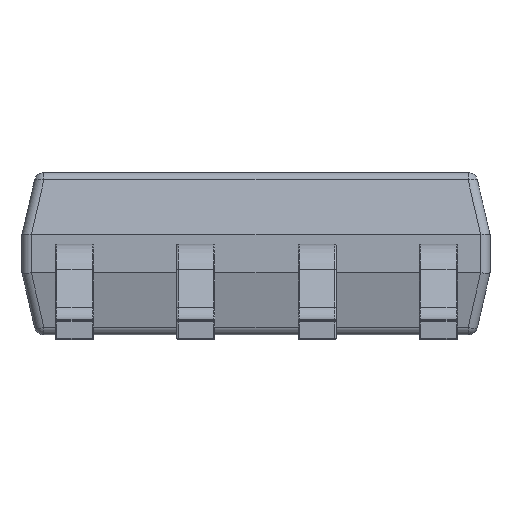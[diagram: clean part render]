
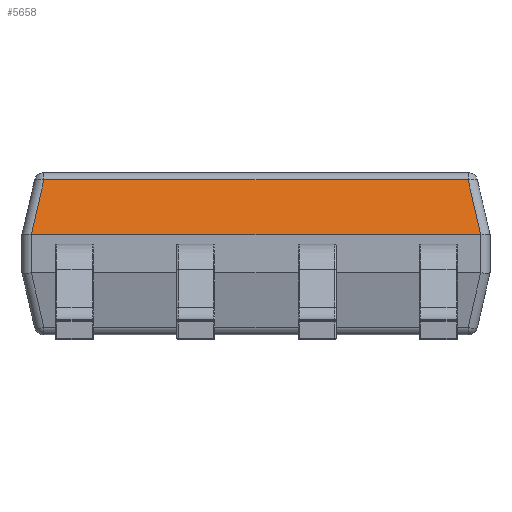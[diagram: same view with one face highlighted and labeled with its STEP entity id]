
A CAD part, front view. The second image highlights one B-rep face of the part: STEP entity #5658.
In plain terms, the highlighted planar face has unit normal (0, -0.974, 0.225).
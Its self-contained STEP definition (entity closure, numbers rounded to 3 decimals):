
#729 = CARTESIAN_POINT ( 'NONE',  ( 2.22, -1.818, 1.722 ) ) ;
#1341 = VECTOR ( 'NONE', #32098, 1000. ) ;
#1995 = CARTESIAN_POINT ( 'NONE',  ( -2.35, -1.95, 1.15 ) ) ;
#2538 = ORIENTED_EDGE ( 'NONE', *, *, #12819, .T. ) ;
#3371 = CARTESIAN_POINT ( 'NONE',  ( -2.352, -1.95, 1.15 ) ) ;
#3607 = DIRECTION ( 'NONE',  ( -1., 0., 0. ) ) ;
#3796 = CARTESIAN_POINT ( 'NONE',  ( -2.45, -1.95, 1.15 ) ) ;
#5658 = ADVANCED_FACE ( 'NONE', ( #16795 ), #31551, .T. ) ;
#7986 = LINE ( 'NONE', #26207, #1341 ) ;
#8197 = DIRECTION ( 'NONE',  ( 0., -0.974, 0.225 ) ) ;
#9588 = CARTESIAN_POINT ( 'NONE',  ( -2.351, -1.95, 1.15 ) ) ;
#10135 = ORIENTED_EDGE ( 'NONE', *, *, #10397, .F. ) ;
#10397 = EDGE_CURVE ( 'NONE', #17406, #32637, #16538, .T. ) ;
#10645 = DIRECTION ( 'NONE',  ( -0.219, 0.219, 0.951 ) ) ;
#11878 =( BOUNDED_CURVE ( )  B_SPLINE_CURVE ( 3, ( #30956, #3371, #9588, #36812 ),
 .UNSPECIFIED., .F., .F. ) 
 B_SPLINE_CURVE_WITH_KNOTS ( ( 4, 4 ),
 ( 6.258, 6.283 ),
 .UNSPECIFIED. ) 
 CURVE ( )  GEOMETRIC_REPRESENTATION_ITEM ( )  RATIONAL_B_SPLINE_CURVE ( ( 1., 1., 1., 1. ) ) 
 REPRESENTATION_ITEM ( '' )  );
#12021 = ORIENTED_EDGE ( 'NONE', *, *, #32425, .T. ) ;
#12415 = ORIENTED_EDGE ( 'NONE', *, *, #38673, .T. ) ;
#12819 = EDGE_CURVE ( 'NONE', #23377, #17593, #19358, .T. ) ;
#13531 = CARTESIAN_POINT ( 'NONE',  ( 0., -1.818, 1.722 ) ) ;
#14010 = EDGE_CURVE ( 'NONE', #17593, #31517, #7986, .T. ) ;
#15150 = CARTESIAN_POINT ( 'NONE',  ( 2.351, -1.95, 1.15 ) ) ;
#16511 = LINE ( 'NONE', #34142, #17912 ) ;
#16538 = LINE ( 'NONE', #3796, #21074 ) ;
#16795 = FACE_OUTER_BOUND ( 'NONE', #22125, .T. ) ;
#17406 = VERTEX_POINT ( 'NONE', #18595 ) ;
#17593 = VERTEX_POINT ( 'NONE', #26641 ) ;
#17727 = CARTESIAN_POINT ( 'NONE',  ( 2.353, -1.95, 1.15 ) ) ;
#17912 = VECTOR ( 'NONE', #10645, 1000. ) ;
#18078 = CARTESIAN_POINT ( 'NONE',  ( 2.35, -1.95, 1.15 ) ) ;
#18125 = VECTOR ( 'NONE', #22509, 1000. ) ;
#18595 = CARTESIAN_POINT ( 'NONE',  ( 2.35, -1.95, 1.15 ) ) ;
#19358 = LINE ( 'NONE', #13531, #18125 ) ;
#19626 = VERTEX_POINT ( 'NONE', #17727 ) ;
#19853 =( BOUNDED_CURVE ( )  B_SPLINE_CURVE ( 3, ( #18078, #15150, #21180, #23986 ),
 .UNSPECIFIED., .F., .F. ) 
 B_SPLINE_CURVE_WITH_KNOTS ( ( 4, 4 ),
 ( 0., 0.025 ),
 .UNSPECIFIED. ) 
 CURVE ( )  GEOMETRIC_REPRESENTATION_ITEM ( )  RATIONAL_B_SPLINE_CURVE ( ( 1., 1., 1., 1. ) ) 
 REPRESENTATION_ITEM ( '' )  );
#21074 = VECTOR ( 'NONE', #3607, 1000. ) ;
#21180 = CARTESIAN_POINT ( 'NONE',  ( 2.352, -1.95, 1.15 ) ) ;
#22125 = EDGE_LOOP ( 'NONE', ( #10135, #30290, #12415, #2538, #37104, #12021 ) ) ;
#22509 = DIRECTION ( 'NONE',  ( -1., 0., 0. ) ) ;
#22706 = CARTESIAN_POINT ( 'NONE',  ( 0., -1.8, 1.8 ) ) ;
#23377 = VERTEX_POINT ( 'NONE', #729 ) ;
#23986 = CARTESIAN_POINT ( 'NONE',  ( 2.353, -1.95, 1.15 ) ) ;
#25329 = AXIS2_PLACEMENT_3D ( 'NONE', #22706, #8197, #29172 ) ;
#26207 = CARTESIAN_POINT ( 'NONE',  ( -2.097, -1.694, 2.259 ) ) ;
#26312 = CARTESIAN_POINT ( 'NONE',  ( -2.353, -1.95, 1.15 ) ) ;
#26641 = CARTESIAN_POINT ( 'NONE',  ( -2.22, -1.818, 1.722 ) ) ;
#29172 = DIRECTION ( 'NONE',  ( -1., 0., 0. ) ) ;
#30290 = ORIENTED_EDGE ( 'NONE', *, *, #36878, .T. ) ;
#30956 = CARTESIAN_POINT ( 'NONE',  ( -2.353, -1.95, 1.15 ) ) ;
#31517 = VERTEX_POINT ( 'NONE', #26312 ) ;
#31551 = PLANE ( 'NONE',  #25329 ) ;
#32098 = DIRECTION ( 'NONE',  ( -0.219, -0.219, -0.951 ) ) ;
#32425 = EDGE_CURVE ( 'NONE', #31517, #32637, #11878, .T. ) ;
#32637 = VERTEX_POINT ( 'NONE', #1995 ) ;
#34142 = CARTESIAN_POINT ( 'NONE',  ( 2.097, -1.694, 2.259 ) ) ;
#36812 = CARTESIAN_POINT ( 'NONE',  ( -2.35, -1.95, 1.15 ) ) ;
#36878 = EDGE_CURVE ( 'NONE', #17406, #19626, #19853, .T. ) ;
#37104 = ORIENTED_EDGE ( 'NONE', *, *, #14010, .T. ) ;
#38673 = EDGE_CURVE ( 'NONE', #19626, #23377, #16511, .T. ) ;
